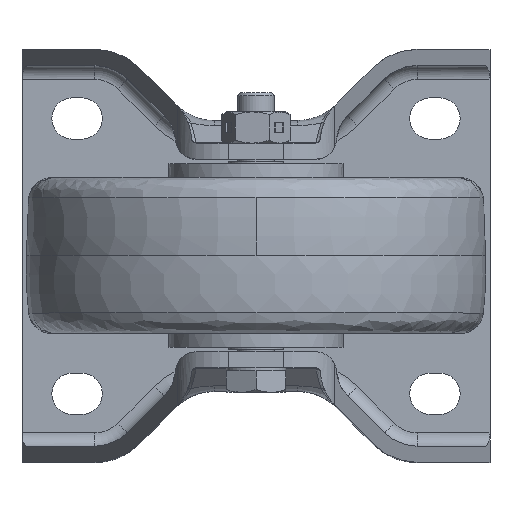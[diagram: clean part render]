
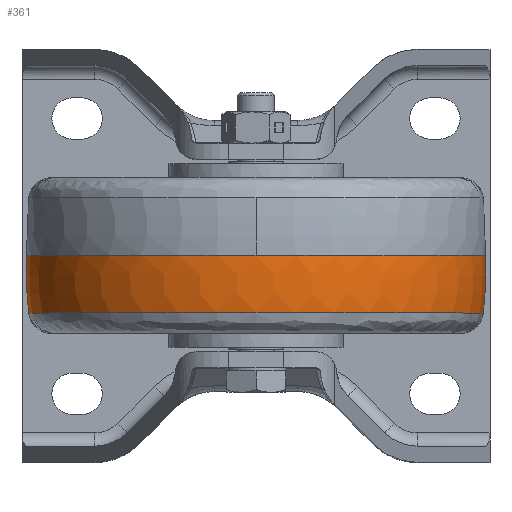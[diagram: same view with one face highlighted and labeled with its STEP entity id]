
A CAD part, top view. The second image highlights one B-rep face of the part: STEP entity #361.
In plain terms, the highlighted toroidal (fillet/blend) face has major radius 29.932 mm and minor radius 80 mm.
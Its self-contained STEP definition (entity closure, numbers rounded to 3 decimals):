
#361 = ADVANCED_FACE ( 'NONE', ( #14885 ), #6605, .T. ) ;
#684 = AXIS2_PLACEMENT_3D ( 'NONE', #12639, #15068, #3514 ) ;
#1111 = CARTESIAN_POINT ( 'NONE',  ( 0., 0., 78. ) ) ;
#1752 = DIRECTION ( 'NONE',  ( 0., 1., 0. ) ) ;
#1876 = EDGE_CURVE ( 'NONE', #5916, #4364, #10525, .T. ) ;
#1924 = EDGE_LOOP ( 'NONE', ( #4725, #5459, #13965, #7812, #9919 ) ) ;
#1993 = CARTESIAN_POINT ( 'NONE',  ( -49.53, -12.554, 78. ) ) ;
#2613 = CARTESIAN_POINT ( 'NONE',  ( -50., 0., 78. ) ) ;
#2783 = DIRECTION ( 'NONE',  ( 0., -1., 0. ) ) ;
#3514 = DIRECTION ( 'NONE',  ( -1., 0., 0. ) ) ;
#4075 = VERTEX_POINT ( 'NONE', #8133 ) ;
#4192 = EDGE_CURVE ( 'NONE', #11408, #4364, #9745, .T. ) ;
#4364 = VERTEX_POINT ( 'NONE', #2613 ) ;
#4725 = ORIENTED_EDGE ( 'NONE', *, *, #1876, .F. ) ;
#4886 = AXIS2_PLACEMENT_3D ( 'NONE', #14425, #1752, #9469 ) ;
#4913 = AXIS2_PLACEMENT_3D ( 'NONE', #12458, #15046, #8617 ) ;
#5142 = EDGE_CURVE ( 'NONE', #11207, #11408, #7863, .T. ) ;
#5220 = CARTESIAN_POINT ( 'NONE',  ( 0., 0., 128. ) ) ;
#5459 = ORIENTED_EDGE ( 'NONE', *, *, #9331, .T. ) ;
#5916 = VERTEX_POINT ( 'NONE', #1993 ) ;
#6605 = TOROIDAL_SURFACE ( 'NONE', #4913, -29.932, 80. ) ;
#6888 = AXIS2_PLACEMENT_3D ( 'NONE', #15647, #16720, #10318 ) ;
#7487 = DIRECTION ( 'NONE',  ( 0., -1., 0. ) ) ;
#7785 = AXIS2_PLACEMENT_3D ( 'NONE', #7899, #14327, #2783 ) ;
#7812 = ORIENTED_EDGE ( 'NONE', *, *, #5142, .T. ) ;
#7863 = CIRCLE ( 'NONE', #8590, 50. ) ;
#7899 = CARTESIAN_POINT ( 'NONE',  ( -29.932, -3.291, 78. ) ) ;
#8133 = CARTESIAN_POINT ( 'NONE',  ( 49.53, -12.554, 78. ) ) ;
#8590 = AXIS2_PLACEMENT_3D ( 'NONE', #1111, #7487, #15407 ) ;
#8617 = DIRECTION ( 'NONE',  ( 1., 0., 0. ) ) ;
#8799 = EDGE_CURVE ( 'NONE', #4075, #11207, #14052, .T. ) ;
#9227 = CIRCLE ( 'NONE', #4886, 49.53 ) ;
#9331 = EDGE_CURVE ( 'NONE', #5916, #4075, #9227, .T. ) ;
#9469 = DIRECTION ( 'NONE',  ( 1., 0., 0. ) ) ;
#9745 = CIRCLE ( 'NONE', #684, 50. ) ;
#9919 = ORIENTED_EDGE ( 'NONE', *, *, #4192, .T. ) ;
#10318 = DIRECTION ( 'NONE',  ( 0., 1., 0. ) ) ;
#10525 = CIRCLE ( 'NONE', #6888, 80. ) ;
#11207 = VERTEX_POINT ( 'NONE', #14909 ) ;
#11408 = VERTEX_POINT ( 'NONE', #5220 ) ;
#12458 = CARTESIAN_POINT ( 'NONE',  ( 0., -3.291, 78. ) ) ;
#12639 = CARTESIAN_POINT ( 'NONE',  ( 0., 0., 78. ) ) ;
#13965 = ORIENTED_EDGE ( 'NONE', *, *, #8799, .T. ) ;
#14052 = CIRCLE ( 'NONE', #7785, 80. ) ;
#14327 = DIRECTION ( 'NONE',  ( 0., 0., 1. ) ) ;
#14425 = CARTESIAN_POINT ( 'NONE',  ( 0., -12.554, 78. ) ) ;
#14885 = FACE_OUTER_BOUND ( 'NONE', #1924, .T. ) ;
#14909 = CARTESIAN_POINT ( 'NONE',  ( 50., 0., 78. ) ) ;
#15046 = DIRECTION ( 'NONE',  ( 0., 1., 0. ) ) ;
#15068 = DIRECTION ( 'NONE',  ( 0., -1., 0. ) ) ;
#15407 = DIRECTION ( 'NONE',  ( -1., 0., 0. ) ) ;
#15647 = CARTESIAN_POINT ( 'NONE',  ( 29.932, -3.291, 78. ) ) ;
#16720 = DIRECTION ( 'NONE',  ( 0., 0., -1. ) ) ;
